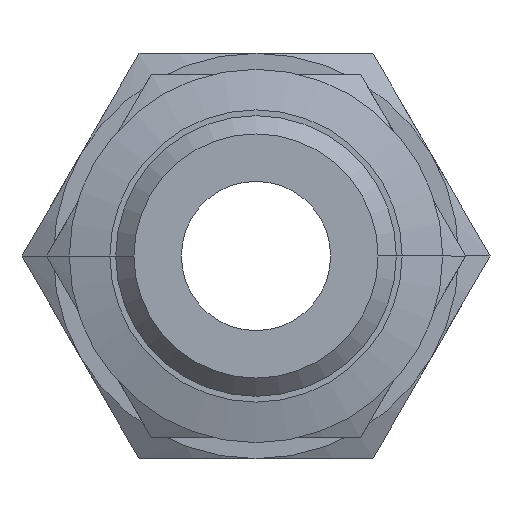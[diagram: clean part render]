
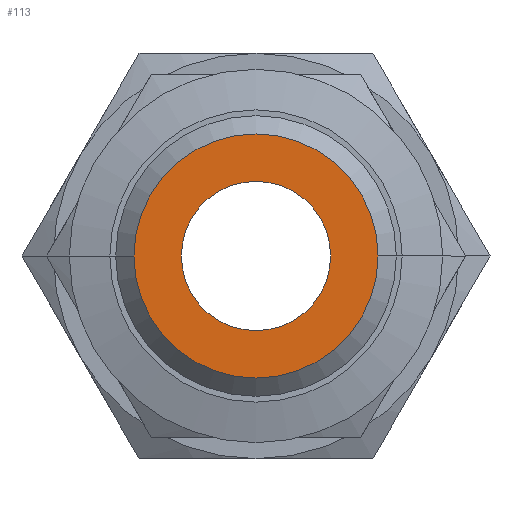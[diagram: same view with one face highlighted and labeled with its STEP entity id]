
A CAD part, front view. The second image highlights one B-rep face of the part: STEP entity #113.
In plain terms, the highlighted planar face has unit normal (0, -1, 0).
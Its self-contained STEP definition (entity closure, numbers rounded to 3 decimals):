
#113=ADVANCED_FACE('',(#265,#266),#267,.T.);
#265=FACE_BOUND('',#430,.T.);
#266=FACE_OUTER_BOUND('',#431,.T.);
#267=PLANE('',#432);
#430=EDGE_LOOP('',(#946,#947));
#431=EDGE_LOOP('',(#948,#949));
#432=AXIS2_PLACEMENT_3D('',#950,#951,#952);
#946=ORIENTED_EDGE('',*,*,#1110,.T.);
#947=ORIENTED_EDGE('',*,*,#1109,.T.);
#948=ORIENTED_EDGE('',*,*,#1072,.F.);
#949=ORIENTED_EDGE('',*,*,#1193,.F.);
#950=CARTESIAN_POINT('',(-2.861,0.0,0.0));
#951=DIRECTION('',(0.0,-1.0,-0.0));
#952=DIRECTION('',(1.0,0.0,0.0));
#1072=EDGE_CURVE('',#1269,#1271,#1272,.T.);
#1109=EDGE_CURVE('',#1339,#1343,#1345,.T.);
#1110=EDGE_CURVE('',#1343,#1339,#1346,.T.);
#1193=EDGE_CURVE('',#1271,#1269,#1461,.T.);
#1269=VERTEX_POINT('',#1553);
#1271=VERTEX_POINT('',#1556);
#1272=CIRCLE('',#1557,5.723);
#1339=VERTEX_POINT('',#1725);
#1343=VERTEX_POINT('',#1730);
#1345=CIRCLE('',#1733,3.5);
#1346=CIRCLE('',#1734,3.5);
#1461=CIRCLE('',#2301,5.723);
#1553=CARTESIAN_POINT('',(-5.723,0.0,0.0));
#1556=CARTESIAN_POINT('',(5.723,0.0,0.));
#1557=AXIS2_PLACEMENT_3D('',#2394,#2395,#2396);
#1725=CARTESIAN_POINT('',(3.5,0.0,0.));
#1730=CARTESIAN_POINT('',(-3.5,0.0,0.));
#1733=AXIS2_PLACEMENT_3D('',#2451,#2452,#2453);
#1734=AXIS2_PLACEMENT_3D('',#2454,#2455,#2456);
#2301=AXIS2_PLACEMENT_3D('',#2559,#2560,#2561);
#2394=CARTESIAN_POINT('',(0.0,0.0,0.0));
#2395=DIRECTION('',(0.0,1.0,0.0));
#2396=DIRECTION('',(-1.0,0.0,0.0));
#2451=CARTESIAN_POINT('',(0.0,0.0,0.0));
#2452=DIRECTION('',(-0.0,1.0,0.0));
#2453=DIRECTION('',(1.0,0.0,0.0));
#2454=CARTESIAN_POINT('',(0.0,0.0,0.0));
#2455=DIRECTION('',(-0.0,1.0,0.0));
#2456=DIRECTION('',(1.0,0.0,0.0));
#2559=CARTESIAN_POINT('',(0.0,0.0,0.0));
#2560=DIRECTION('',(0.0,1.0,0.0));
#2561=DIRECTION('',(-1.0,0.0,0.0));
